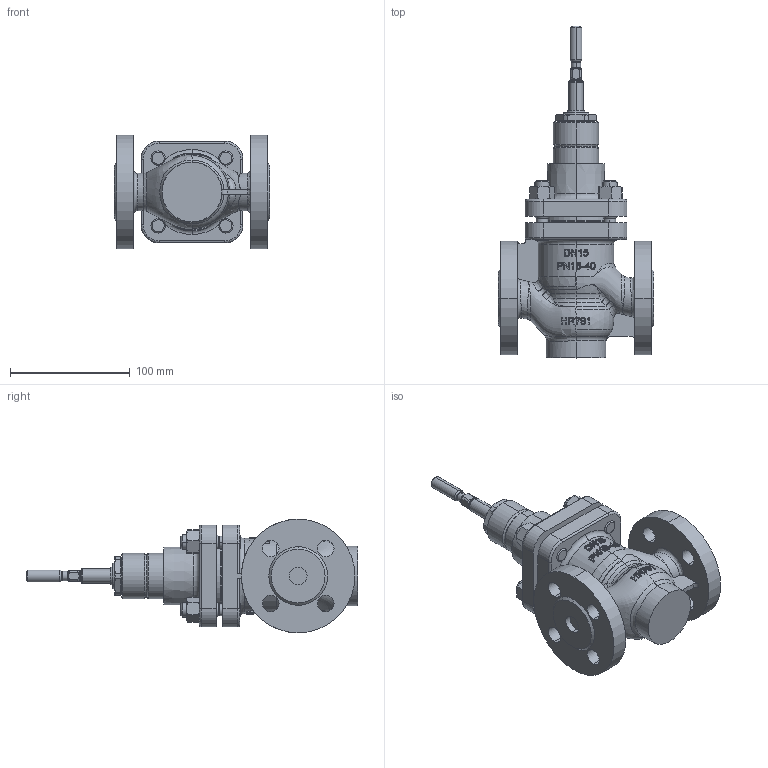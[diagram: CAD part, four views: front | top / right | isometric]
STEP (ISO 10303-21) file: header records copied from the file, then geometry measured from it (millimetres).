
FILE_DESCRIPTION (( 'STEP AP214' ), '1' );
FILE_NAME ('BR240S DN15 XXX PN16-40 for MC_STEP (Defeature).STEP', '2015-03-09T09:35:24', ( 'HORA' ), ( 'Holter Regelamaturen GmbH & Co. KG' ), 'SwSTEP 2.0', 'SolidWorks 2014', '' );
FILE_SCHEMA (( 'AUTOMOTIVE_DESIGN' ));
Length unit declared in the file: millimetre
Products named in the file (1): BR240S DN15 XXX PN16-40 for MC_STEP (Defeature)
Bounding box: 130 x 277.5 x 95 mm (x, y, z)
Volume: 841983.1 mm3; surface area: 107601.8 mm2
Topology: 1 solids, 1 shells, 826 faces, 2122 edges, 1360 vertices
Faces by surface type: plane 262, bspline 226, cylinder 146, cone 100, torus 62, sphere 30
Entity records: 200237 total; most frequent: CARTESIAN_POINT 179406, ORIENTED_EDGE 4242, DIRECTION 3161, EDGE_CURVE 2121, VERTEX_POINT 1360, AXIS2_PLACEMENT_3D 1240, EDGE_LOOP 913, ADVANCED_FACE 826
